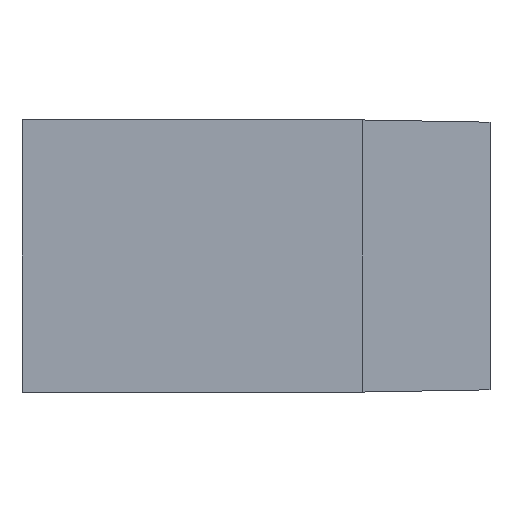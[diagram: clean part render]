
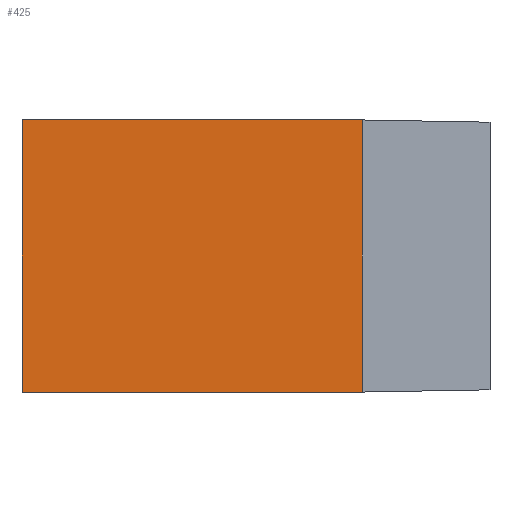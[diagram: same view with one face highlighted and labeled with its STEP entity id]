
A CAD part, front view. The second image highlights one B-rep face of the part: STEP entity #425.
In plain terms, the highlighted planar face has unit normal (0, -1, 0).
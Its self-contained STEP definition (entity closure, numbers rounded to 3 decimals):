
#19=FACE_OUTER_BOUND('',#43,.T.);
#43=EDGE_LOOP('',(#296,#297,#298,#299));
#77=LINE('',#627,#136);
#79=LINE('',#631,#138);
#80=LINE('',#633,#139);
#81=LINE('',#634,#140);
#136=VECTOR('',#510,10.);
#138=VECTOR('',#514,12.5);
#139=VECTOR('',#515,10.);
#140=VECTOR('',#516,12.5);
#193=VERTEX_POINT('',#624);
#194=VERTEX_POINT('',#626);
#195=VERTEX_POINT('',#630);
#196=VERTEX_POINT('',#632);
#233=EDGE_CURVE('',#194,#193,#77,.T.);
#235=EDGE_CURVE('',#193,#195,#79,.T.);
#236=EDGE_CURVE('',#196,#195,#80,.T.);
#237=EDGE_CURVE('',#194,#196,#81,.T.);
#296=ORIENTED_EDGE('',*,*,#235,.T.);
#297=ORIENTED_EDGE('',*,*,#236,.F.);
#298=ORIENTED_EDGE('',*,*,#237,.F.);
#299=ORIENTED_EDGE('',*,*,#233,.T.);
#401=PLANE('',#469);
#425=ADVANCED_FACE('',(#19),#401,.F.);
#469=AXIS2_PLACEMENT_3D('',#629,#512,#513);
#510=DIRECTION('',(0.,0.,-1.));
#512=DIRECTION('center_axis',(0.,1.,0.));
#513=DIRECTION('ref_axis',(0.,0.,1.));
#514=DIRECTION('',(1.,0.,0.));
#515=DIRECTION('',(0.,0.,-1.));
#516=DIRECTION('',(1.,0.,0.));
#624=CARTESIAN_POINT('',(-12.5,0.,-5.));
#626=CARTESIAN_POINT('',(-12.5,0.,5.));
#627=CARTESIAN_POINT('',(-12.5,0.,5.));
#629=CARTESIAN_POINT('Origin',(-12.5,0.,5.));
#630=CARTESIAN_POINT('',(0.,0.,-5.));
#631=CARTESIAN_POINT('',(-12.5,0.,-5.));
#632=CARTESIAN_POINT('',(0.,0.,5.));
#633=CARTESIAN_POINT('',(0.,0.,5.));
#634=CARTESIAN_POINT('',(-12.5,0.,5.));
